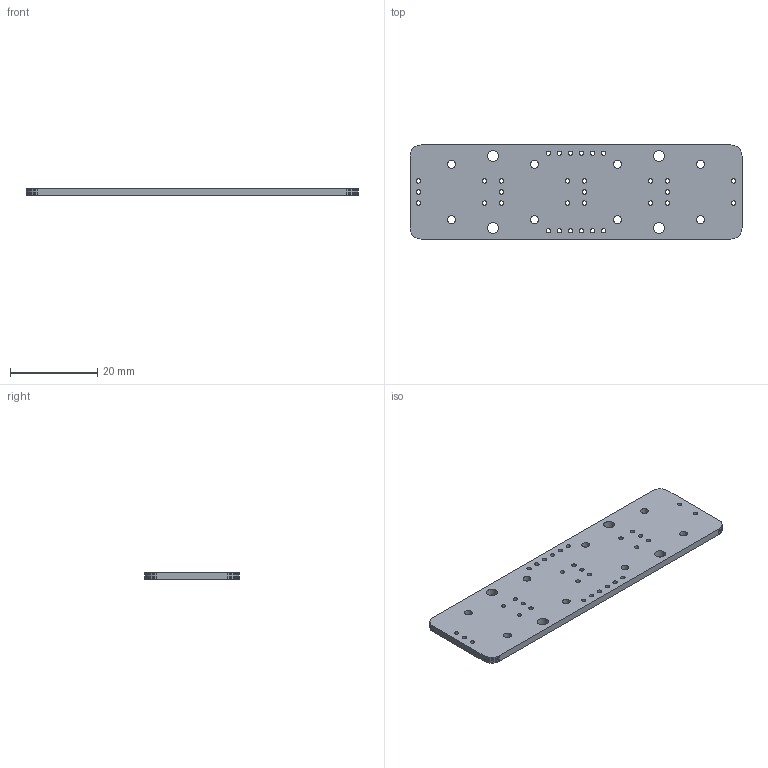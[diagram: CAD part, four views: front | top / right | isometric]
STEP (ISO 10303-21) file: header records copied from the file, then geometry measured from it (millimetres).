
FILE_DESCRIPTION(('KiCad electronic assembly'),'2;1');
FILE_NAME('working.step','2023-07-24T11:26:39',('Pcbnew'),('Kicad'), 'Open CASCADE STEP processor 7.6','KiCad to STEP converter','Unknown' );
FILE_SCHEMA(('AUTOMOTIVE_DESIGN { 1 0 10303 214 1 1 1 1 }'));
Length unit declared in the file: millimetre
Products named in the file (2): working 1; _autosave-working PCB
Assembly tree (1 placements, depth 2):
  working 1
    _autosave-working PCB
Bounding box: 76.2 x 21.59 x 1.6 mm (x, y, z)
Volume: 2519.1 mm3; surface area: 3738.3 mm2
Topology: 1 solids, 1 shells, 102 faces, 300 edges, 200 vertices
Faces by surface type: plane 58, cylinder 44
Full cylindrical faces by diameter (mm): 1 x32, 1.8 x8, 2.5 x4
Entity records: 7799 total; most frequent: CARTESIAN_POINT 1732, DIRECTION 1108, LINE 724, VECTOR 724, ORIENTED_EDGE 600, PCURVE 600, DEFINITIONAL_REPRESENTATION 600, EDGE_CURVE 300
